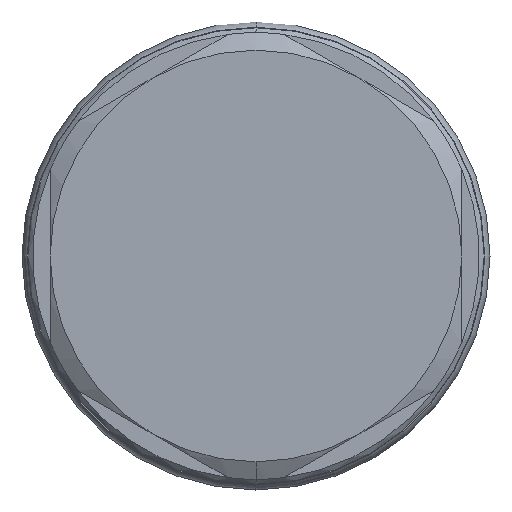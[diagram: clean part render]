
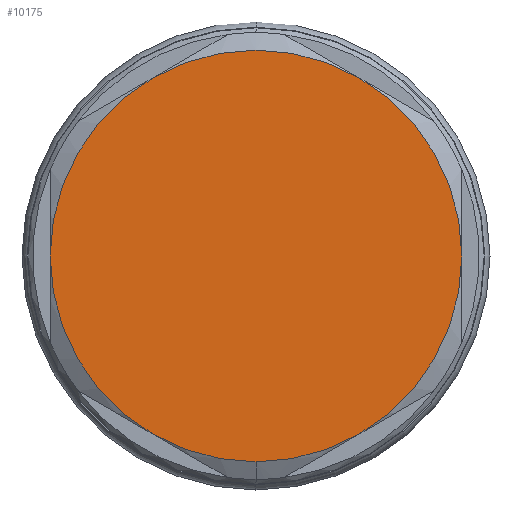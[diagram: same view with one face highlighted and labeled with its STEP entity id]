
A CAD part, left-side view. The second image highlights one B-rep face of the part: STEP entity #10175.
In plain terms, the highlighted planar face has unit normal (-1, 0, 0).
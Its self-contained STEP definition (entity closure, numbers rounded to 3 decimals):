
#184 = CARTESIAN_POINT ( 'NONE',  ( 0., 7.142, 12.371 ) ) ;
#200 = EDGE_CURVE ( 'NONE', #3804, #5797, #751, .T. ) ;
#317 = AXIS2_PLACEMENT_3D ( 'NONE', #6599, #5855, #7589 ) ;
#519 = CARTESIAN_POINT ( 'NONE',  ( 0., -7.142, 12.371 ) ) ;
#751 = CIRCLE ( 'NONE', #6851, 14.285 ) ;
#1074 = ORIENTED_EDGE ( 'NONE', *, *, #8927, .T. ) ;
#1105 = VERTEX_POINT ( 'NONE', #3487 ) ;
#1285 = CIRCLE ( 'NONE', #7412, 14.285 ) ;
#1297 = DIRECTION ( 'NONE',  ( -1., 0., 0. ) ) ;
#1631 = EDGE_CURVE ( 'NONE', #9644, #1105, #5978, .T. ) ;
#2191 = DIRECTION ( 'NONE',  ( -1., 0., 0. ) ) ;
#2343 = DIRECTION ( 'NONE',  ( -1., 0., 0. ) ) ;
#2424 = CARTESIAN_POINT ( 'NONE',  ( 0., -7.142, -12.371 ) ) ;
#3079 = CIRCLE ( 'NONE', #317, 14.285 ) ;
#3188 = EDGE_CURVE ( 'NONE', #10111, #4250, #11001, .T. ) ;
#3263 = DIRECTION ( 'NONE',  ( 0., 0., 1. ) ) ;
#3374 = CARTESIAN_POINT ( 'NONE',  ( 0., 0., 0. ) ) ;
#3390 = CARTESIAN_POINT ( 'NONE',  ( 0., 7.143, -12.371 ) ) ;
#3487 = CARTESIAN_POINT ( 'NONE',  ( 0., 14.285, 0. ) ) ;
#3529 = DIRECTION ( 'NONE',  ( -1., 0., 0. ) ) ;
#3574 = DIRECTION ( 'NONE',  ( 1., 0., 0. ) ) ;
#3804 = VERTEX_POINT ( 'NONE', #10121 ) ;
#3891 = DIRECTION ( 'NONE',  ( 0., 0., 1. ) ) ;
#3997 = CARTESIAN_POINT ( 'NONE',  ( 0., 0., 0. ) ) ;
#4250 = VERTEX_POINT ( 'NONE', #2424 ) ;
#4275 = CIRCLE ( 'NONE', #5065, 14.285 ) ;
#4359 = VERTEX_POINT ( 'NONE', #3390 ) ;
#4532 = AXIS2_PLACEMENT_3D ( 'NONE', #3374, #2191, #4811 ) ;
#4714 = AXIS2_PLACEMENT_3D ( 'NONE', #9502, #3574, #10365 ) ;
#4811 = DIRECTION ( 'NONE',  ( 0., 0., 1. ) ) ;
#4876 = DIRECTION ( 'NONE',  ( -1., 0., 0. ) ) ;
#5063 = FACE_OUTER_BOUND ( 'NONE', #9630, .T. ) ;
#5065 = AXIS2_PLACEMENT_3D ( 'NONE', #3997, #1297, #3891 ) ;
#5097 = EDGE_CURVE ( 'NONE', #5797, #9644, #10914, .T. ) ;
#5519 = ORIENTED_EDGE ( 'NONE', *, *, #9449, .T. ) ;
#5797 = VERTEX_POINT ( 'NONE', #519 ) ;
#5855 = DIRECTION ( 'NONE',  ( -1., 0., 0. ) ) ;
#5978 = CIRCLE ( 'NONE', #4532, 14.285 ) ;
#6133 = DIRECTION ( 'NONE',  ( 0., 0., 1. ) ) ;
#6404 = AXIS2_PLACEMENT_3D ( 'NONE', #10190, #6821, #7676 ) ;
#6599 = CARTESIAN_POINT ( 'NONE',  ( 0., 0., 0. ) ) ;
#6821 = DIRECTION ( 'NONE',  ( -1., 0., 0. ) ) ;
#6851 = AXIS2_PLACEMENT_3D ( 'NONE', #8348, #2343, #3263 ) ;
#7315 = AXIS2_PLACEMENT_3D ( 'NONE', #9088, #4876, #10808 ) ;
#7412 = AXIS2_PLACEMENT_3D ( 'NONE', #9541, #3529, #6133 ) ;
#7589 = DIRECTION ( 'NONE',  ( 0., 0., 1. ) ) ;
#7676 = DIRECTION ( 'NONE',  ( 0., 0., 1. ) ) ;
#7947 = ORIENTED_EDGE ( 'NONE', *, *, #3188, .T. ) ;
#8194 = ORIENTED_EDGE ( 'NONE', *, *, #9294, .T. ) ;
#8348 = CARTESIAN_POINT ( 'NONE',  ( 0., 0., 0. ) ) ;
#8798 = CARTESIAN_POINT ( 'NONE',  ( 0., 0., -14.285 ) ) ;
#8927 = EDGE_CURVE ( 'NONE', #1105, #4359, #1285, .T. ) ;
#9088 = CARTESIAN_POINT ( 'NONE',  ( 0., 0., 0. ) ) ;
#9294 = EDGE_CURVE ( 'NONE', #4250, #3804, #4275, .T. ) ;
#9449 = EDGE_CURVE ( 'NONE', #4359, #10111, #3079, .T. ) ;
#9502 = CARTESIAN_POINT ( 'NONE',  ( 0., 0., 0. ) ) ;
#9541 = CARTESIAN_POINT ( 'NONE',  ( 0., 0., 0. ) ) ;
#9630 = EDGE_LOOP ( 'NONE', ( #1074, #5519, #7947, #8194, #10303, #9998, #10332 ) ) ;
#9644 = VERTEX_POINT ( 'NONE', #184 ) ;
#9998 = ORIENTED_EDGE ( 'NONE', *, *, #5097, .T. ) ;
#10111 = VERTEX_POINT ( 'NONE', #8798 ) ;
#10121 = CARTESIAN_POINT ( 'NONE',  ( 0., -14.285, 0. ) ) ;
#10175 = ADVANCED_FACE ( 'NONE', ( #5063 ), #10476, .F. ) ;
#10190 = CARTESIAN_POINT ( 'NONE',  ( 0., 0., 0. ) ) ;
#10303 = ORIENTED_EDGE ( 'NONE', *, *, #200, .T. ) ;
#10332 = ORIENTED_EDGE ( 'NONE', *, *, #1631, .T. ) ;
#10365 = DIRECTION ( 'NONE',  ( 0., 0., -1. ) ) ;
#10476 = PLANE ( 'NONE',  #4714 ) ;
#10808 = DIRECTION ( 'NONE',  ( 0., 0., 1. ) ) ;
#10914 = CIRCLE ( 'NONE', #6404, 14.285 ) ;
#11001 = CIRCLE ( 'NONE', #7315, 14.285 ) ;
